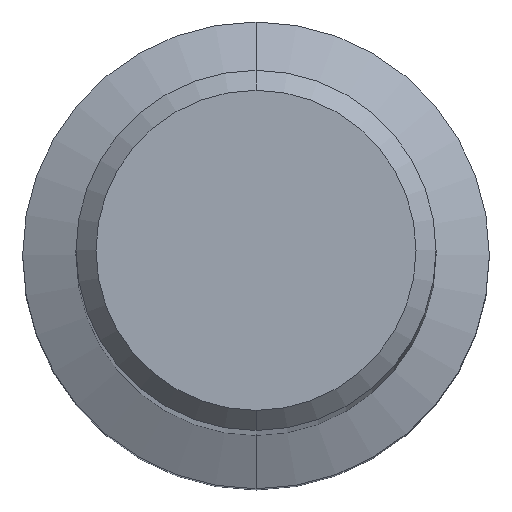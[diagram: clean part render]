
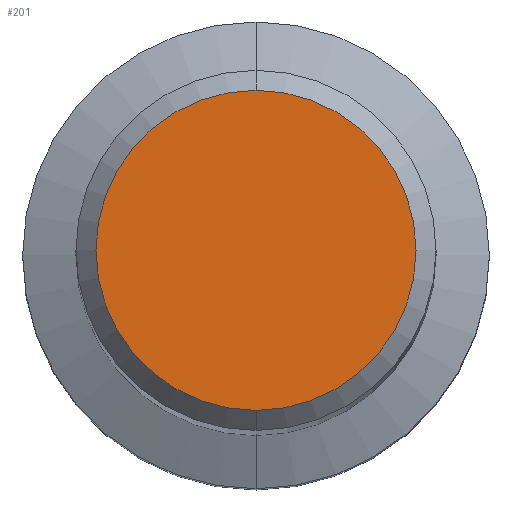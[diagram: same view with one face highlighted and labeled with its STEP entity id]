
A CAD part, top view. The second image highlights one B-rep face of the part: STEP entity #201.
In plain terms, the highlighted planar face has unit normal (0, 0, 1).
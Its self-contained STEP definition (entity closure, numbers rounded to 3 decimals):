
#201=ADVANCED_FACE('',(#556),#557,.T.);
#251=EDGE_CURVE('',#353,#423,#609,.T.);
#353=VERTEX_POINT('',#727);
#423=VERTEX_POINT('',#805);
#531=EDGE_CURVE('',#423,#353,#922,.T.);
#556=FACE_OUTER_BOUND('',#940,.T.);
#557=PLANE('',#941);
#609=CIRCLE('',#1041,4.8);
#727=CARTESIAN_POINT('',(0.0,4.8,0.0));
#805=CARTESIAN_POINT('',(0.,-4.8,0.0));
#922=CIRCLE('',#1669,4.8);
#940=EDGE_LOOP('',(#1678,#1679));
#941=AXIS2_PLACEMENT_3D('',#1680,#1681,#1682);
#1041=AXIS2_PLACEMENT_3D('',#1735,#1736,#1737);
#1669=AXIS2_PLACEMENT_3D('',#2095,#2096,#2097);
#1678=ORIENTED_EDGE('',*,*,#251,.F.);
#1679=ORIENTED_EDGE('',*,*,#531,.F.);
#1680=CARTESIAN_POINT('',(0.0,2.4,0.0));
#1681=DIRECTION('',(-0.0,0.0,1.0));
#1682=DIRECTION('',(0.0,-1.0,0.0));
#1735=CARTESIAN_POINT('',(0.0,0.0,0.0));
#1736=DIRECTION('',(0.0,0.0,-1.0));
#1737=DIRECTION('',(0.0,1.0,0.0));
#2095=CARTESIAN_POINT('',(0.0,0.0,0.0));
#2096=DIRECTION('',(0.0,0.0,-1.0));
#2097=DIRECTION('',(0.0,1.0,0.0));
